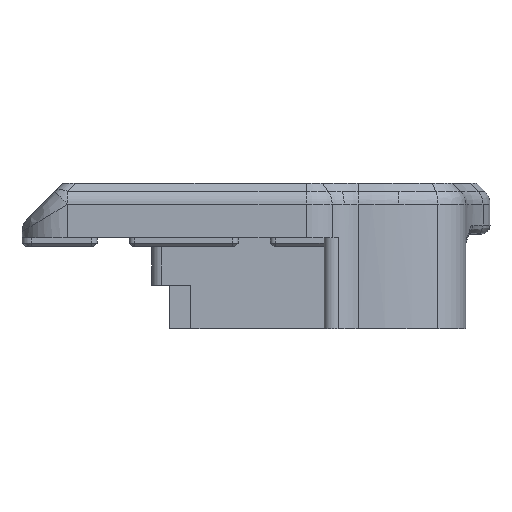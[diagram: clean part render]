
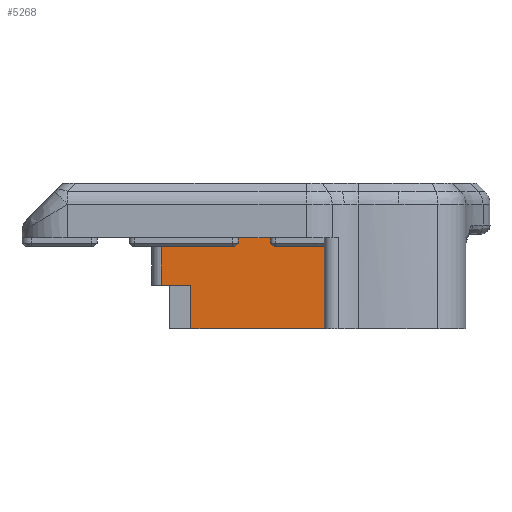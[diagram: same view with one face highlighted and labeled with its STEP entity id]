
A CAD part, left-side view. The second image highlights one B-rep face of the part: STEP entity #5268.
In plain terms, the highlighted planar face has unit normal (-1, 0, 0).
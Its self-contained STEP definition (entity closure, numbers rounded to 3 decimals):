
#71 = LINE ( 'NONE', #2097, #4778 ) ;
#234 = DIRECTION ( 'NONE',  ( 0., 1., 0. ) ) ;
#422 = EDGE_CURVE ( 'NONE', #2779, #8703, #1196, .T. ) ;
#609 = ORIENTED_EDGE ( 'NONE', *, *, #422, .T. ) ;
#816 = LINE ( 'NONE', #8359, #4940 ) ;
#889 = CARTESIAN_POINT ( 'NONE',  ( -5.75, -156., 22. ) ) ;
#1196 = LINE ( 'NONE', #889, #7213 ) ;
#1263 = AXIS2_PLACEMENT_3D ( 'NONE', #7665, #2643, #2666 ) ;
#1359 = VECTOR ( 'NONE', #2338, 1000. ) ;
#1520 = ORIENTED_EDGE ( 'NONE', *, *, #1682, .F. ) ;
#1682 = EDGE_CURVE ( 'NONE', #6740, #5238, #816, .T. ) ;
#1933 = PLANE ( 'NONE',  #1263 ) ;
#2097 = CARTESIAN_POINT ( 'NONE',  ( -5.75, -141.4, 12. ) ) ;
#2200 = DIRECTION ( 'NONE',  ( 0., -1., 0. ) ) ;
#2265 = LINE ( 'NONE', #5705, #7763 ) ;
#2338 = DIRECTION ( 'NONE',  ( 0., 0., 1. ) ) ;
#2643 = DIRECTION ( 'NONE',  ( 1., 0., 0. ) ) ;
#2666 = DIRECTION ( 'NONE',  ( 0., 1., 0. ) ) ;
#2734 = CARTESIAN_POINT ( 'NONE',  ( -5.75, -156., 12. ) ) ;
#2779 = VERTEX_POINT ( 'NONE', #2734 ) ;
#3063 = VERTEX_POINT ( 'NONE', #6318 ) ;
#3815 = CARTESIAN_POINT ( 'NONE',  ( -5.75, -141.4, 12. ) ) ;
#3836 = EDGE_CURVE ( 'NONE', #2779, #6740, #71, .T. ) ;
#4297 = EDGE_CURVE ( 'NONE', #6485, #8703, #2265, .T. ) ;
#4778 = VECTOR ( 'NONE', #7066, 1000. ) ;
#4818 = CARTESIAN_POINT ( 'NONE',  ( -5.75, -156., 22. ) ) ;
#4940 = VECTOR ( 'NONE', #9092, 1000. ) ;
#5238 = VERTEX_POINT ( 'NONE', #5455 ) ;
#5268 = ADVANCED_FACE ( 'NONE', ( #6829 ), #1933, .F. ) ;
#5455 = CARTESIAN_POINT ( 'NONE',  ( -5.75, -141.4, 16.8 ) ) ;
#5701 = ORIENTED_EDGE ( 'NONE', *, *, #3836, .F. ) ;
#5705 = CARTESIAN_POINT ( 'NONE',  ( -5.75, -159.825, 22. ) ) ;
#6241 = EDGE_CURVE ( 'NONE', #5238, #3063, #6489, .T. ) ;
#6318 = CARTESIAN_POINT ( 'NONE',  ( -5.75, -138.118, 16.8 ) ) ;
#6485 = VERTEX_POINT ( 'NONE', #7046 ) ;
#6489 = LINE ( 'NONE', #8036, #7418 ) ;
#6740 = VERTEX_POINT ( 'NONE', #3815 ) ;
#6777 = EDGE_LOOP ( 'NONE', ( #609, #8480, #7281, #8236, #1520, #5701 ) ) ;
#6829 = FACE_OUTER_BOUND ( 'NONE', #6777, .T. ) ;
#7046 = CARTESIAN_POINT ( 'NONE',  ( -5.75, -138.118, 22. ) ) ;
#7066 = DIRECTION ( 'NONE',  ( 0., 1., 0. ) ) ;
#7213 = VECTOR ( 'NONE', #8674, 1000. ) ;
#7281 = ORIENTED_EDGE ( 'NONE', *, *, #8411, .F. ) ;
#7383 = CARTESIAN_POINT ( 'NONE',  ( -5.75, -138.118, 22. ) ) ;
#7418 = VECTOR ( 'NONE', #234, 1000. ) ;
#7529 = LINE ( 'NONE', #7383, #1359 ) ;
#7665 = CARTESIAN_POINT ( 'NONE',  ( -5.75, -141.4, 22. ) ) ;
#7763 = VECTOR ( 'NONE', #2200, 1000. ) ;
#8036 = CARTESIAN_POINT ( 'NONE',  ( -5.75, -141.4, 16.8 ) ) ;
#8236 = ORIENTED_EDGE ( 'NONE', *, *, #6241, .F. ) ;
#8359 = CARTESIAN_POINT ( 'NONE',  ( -5.75, -141.4, 22. ) ) ;
#8411 = EDGE_CURVE ( 'NONE', #3063, #6485, #7529, .T. ) ;
#8480 = ORIENTED_EDGE ( 'NONE', *, *, #4297, .F. ) ;
#8674 = DIRECTION ( 'NONE',  ( 0., 0., 1. ) ) ;
#8703 = VERTEX_POINT ( 'NONE', #4818 ) ;
#9092 = DIRECTION ( 'NONE',  ( 0., 0., 1. ) ) ;
